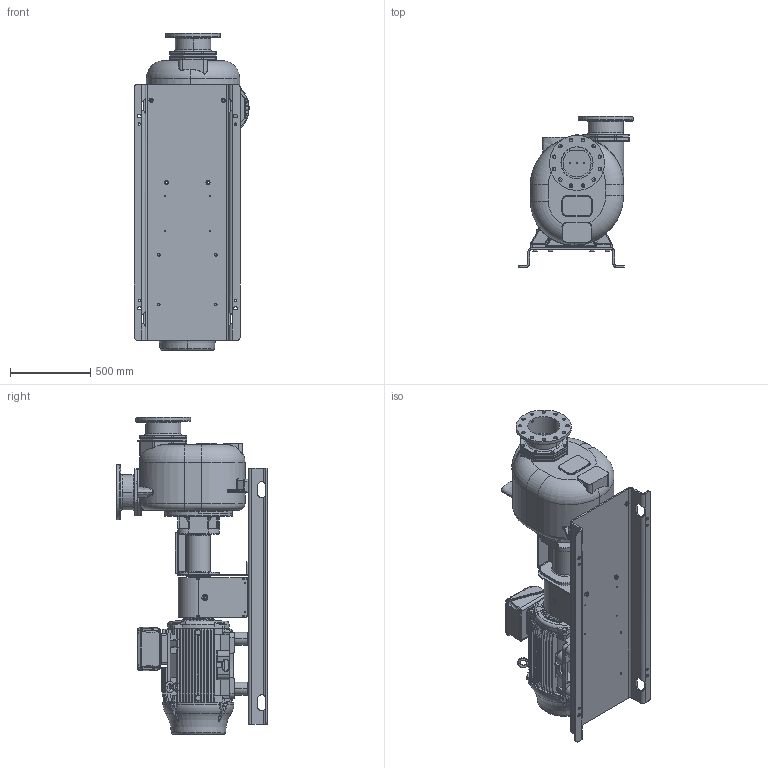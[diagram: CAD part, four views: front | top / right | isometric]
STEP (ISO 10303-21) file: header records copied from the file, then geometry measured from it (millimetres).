
FILE_DESCRIPTION((''),'2;1');
FILE_NAME('S230-40_B_FIT','2022-09-09T11:32:24',('Nicola'),(''),'CREO PARAMETRIC BY PTC INC, 2020354','CREO PARAMETRIC BY PTC INC, 2020354','');
FILE_SCHEMA(('CONFIG_CONTROL_DESIGN'));
Products named in the file (1): S230-40_B_FIT
Bounding box: 719.3 x 940 x 1980.46 mm (x, y, z)
Volume: 259096840.7 mm3; surface area: 10320272.6 mm2
Topology: 3 solids, 3 shells, 3908 faces, 10500 edges, 6661 vertices
Faces by surface type: plane 1575, cylinder 894, cone 696, bspline 448, torus 237, revolution 32, sphere 22, extrusion 4
Entity records: 186596 total; most frequent: CARTESIAN_POINT 91250, ORIENTED_EDGE 20956, DIRECTION 18846, EDGE_CURVE 10478, AXIS2_PLACEMENT_3D 7142, VERTEX_POINT 6661, VECTOR 4530, LINE 4526
